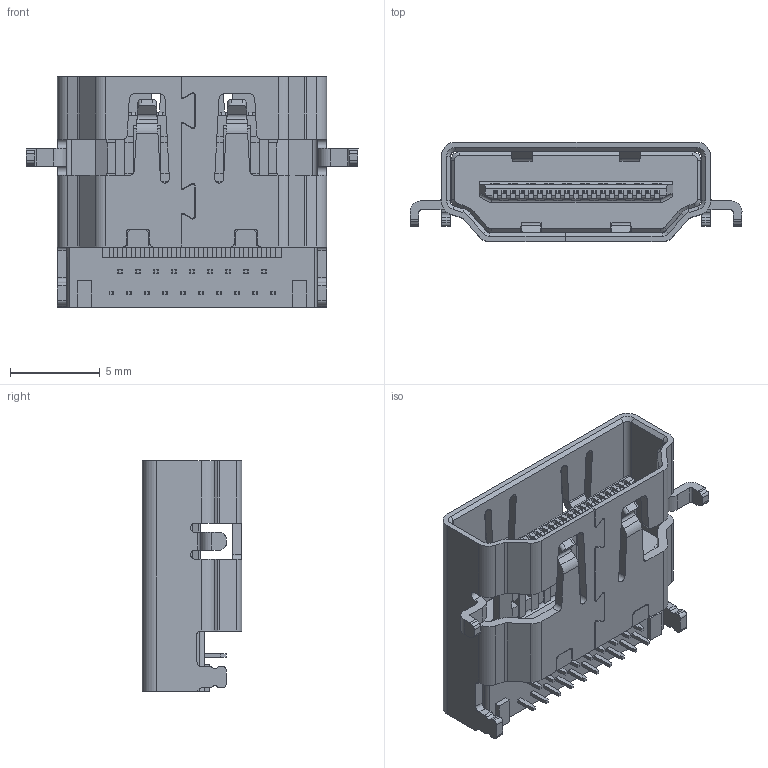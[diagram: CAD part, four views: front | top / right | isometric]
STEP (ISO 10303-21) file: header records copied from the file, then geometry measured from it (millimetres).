
FILE_DESCRIPTION((''),'2;1');
FILE_NAME('9','2024-12-31T08:40:06',('Administrator'),(''),'CREO PARAMETRIC BY PTC INC, 2019010','CREO PARAMETRIC BY PTC INC, 2019010','');
FILE_SCHEMA(('CONFIG_CONTROL_DESIGN'));
Length unit declared in the file: millimetre
Products named in the file (1): 9
Bounding box: 18.5 x 5.55 x 12.87 mm (x, y, z)
Volume: 467.7 mm3; surface area: 1497.5 mm2
Topology: 1 solids, 20 shells, 1380 faces, 3934 edges, 2560 vertices
Faces by surface type: plane 1076, cylinder 270, bspline 18, cone 16
Entity records: 45246 total; most frequent: CARTESIAN_POINT 9004, ORIENTED_EDGE 7868, DIRECTION 7126, EDGE_CURVE 3934, VECTOR 3210, LINE 3210, VERTEX_POINT 2560, AXIS2_PLACEMENT_3D 1958
